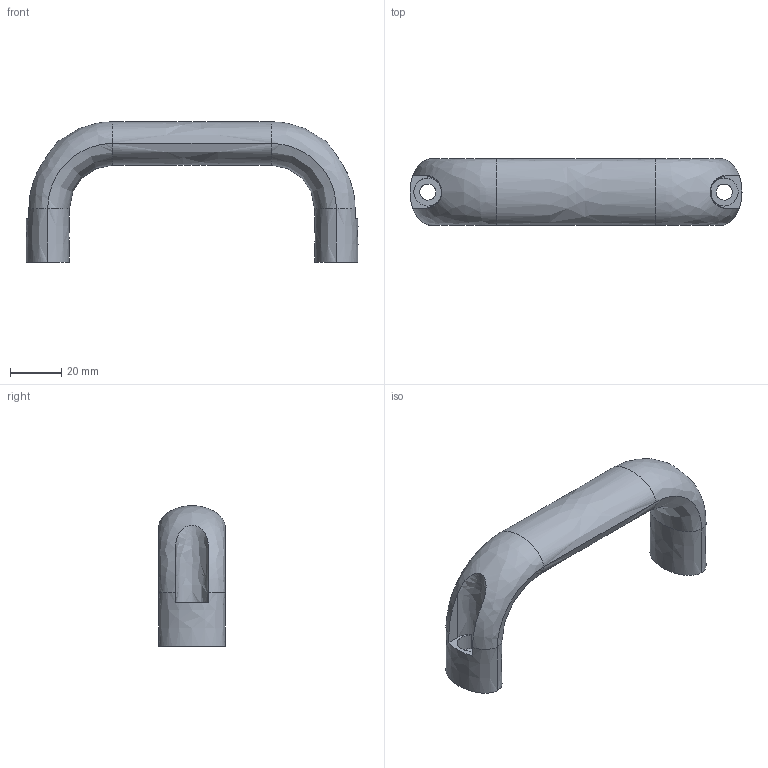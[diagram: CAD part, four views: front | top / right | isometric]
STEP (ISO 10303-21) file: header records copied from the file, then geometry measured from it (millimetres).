
FILE_DESCRIPTION((''),'2;1');
FILE_NAME('','2009-11-16T11:26:52',(''),(''),'','CADfix','');
FILE_SCHEMA(('AUTOMOTIVE_DESIGN { 1 0 10303 214 1 1 1 1 }'));
Length unit declared in the file: millimetre
Bounding box: 130 x 26 x 55 mm (x, y, z)
Volume: 56073.3 mm3; surface area: 14862 mm2
Topology: 1 solids, 1 shells, 30 faces, 104 edges, 76 vertices
Faces by surface type: bspline 30
Entity records: 2563 total; most frequent: CARTESIAN_POINT 1935, ORIENTED_EDGE 208, EDGE_CURVE 104, B_SPLINE_CURVE_WITH_KNOTS 78, VERTEX_POINT 76, EDGE_LOOP 34, FACE_OUTER_BOUND 30, ADVANCED_FACE 30
